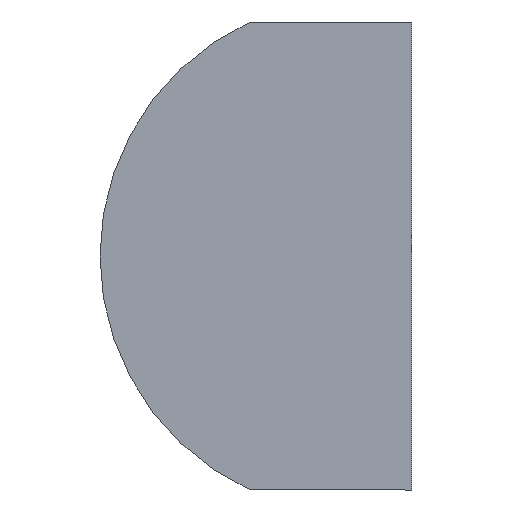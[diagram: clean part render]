
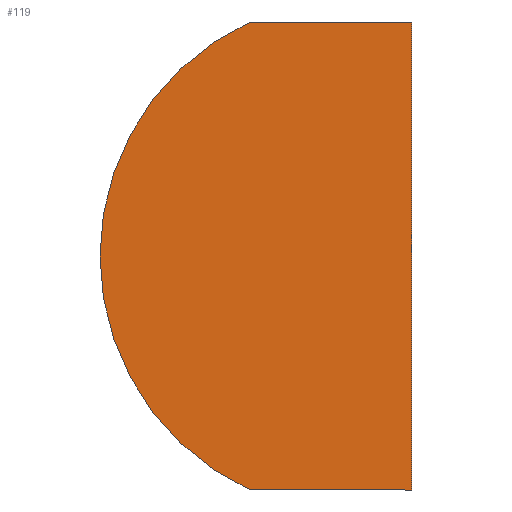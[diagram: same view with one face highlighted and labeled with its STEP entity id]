
A CAD part, front view. The second image highlights one B-rep face of the part: STEP entity #119.
In plain terms, the highlighted planar face has unit normal (0, -1, 0).
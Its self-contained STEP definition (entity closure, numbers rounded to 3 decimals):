
#6 = CARTESIAN_POINT ( 'NONE',  ( 2.98, 0., -3. ) ) ;
#7 = LINE ( 'NONE', #6, #152 ) ;
#10 = VERTEX_POINT ( 'NONE', #16 ) ;
#15 = CARTESIAN_POINT ( 'NONE',  ( 2.98, 0., 3. ) ) ;
#16 = CARTESIAN_POINT ( 'NONE',  ( 5.055, 0., -3. ) ) ;
#18 = LINE ( 'NONE', #134, #34 ) ;
#20 = DIRECTION ( 'NONE',  ( -1., 0., 0. ) ) ;
#30 = EDGE_CURVE ( 'NONE', #157, #84, #89, .T. ) ;
#34 = VECTOR ( 'NONE', #187, 1000. ) ;
#43 = LINE ( 'NONE', #153, #135 ) ;
#49 = FACE_OUTER_BOUND ( 'NONE', #116, .T. ) ;
#54 = DIRECTION ( 'NONE',  ( 0., 1., 0. ) ) ;
#59 = ORIENTED_EDGE ( 'NONE', *, *, #156, .F. ) ;
#70 = CARTESIAN_POINT ( 'NONE',  ( 2.98, 0., -3. ) ) ;
#82 = DIRECTION ( 'NONE',  ( 0., 0., 1. ) ) ;
#84 = VERTEX_POINT ( 'NONE', #15 ) ;
#89 = CIRCLE ( 'NONE', #159, 3.3 ) ;
#91 = EDGE_CURVE ( 'NONE', #84, #142, #18, .T. ) ;
#97 = ORIENTED_EDGE ( 'NONE', *, *, #91, .F. ) ;
#102 = CARTESIAN_POINT ( 'NONE',  ( 4.355, 0., 0. ) ) ;
#109 = DIRECTION ( 'NONE',  ( 0., 0., -1. ) ) ;
#116 = EDGE_LOOP ( 'NONE', ( #171, #195, #59, #97 ) ) ;
#119 = ADVANCED_FACE ( 'NONE', ( #49 ), #201, .F. ) ;
#134 = CARTESIAN_POINT ( 'NONE',  ( 2.98, 0., 3. ) ) ;
#135 = VECTOR ( 'NONE', #109, 1000. ) ;
#138 = CARTESIAN_POINT ( 'NONE',  ( 5.055, 0., 3. ) ) ;
#142 = VERTEX_POINT ( 'NONE', #138 ) ;
#151 = DIRECTION ( 'NONE',  ( 0., 0., 1. ) ) ;
#152 = VECTOR ( 'NONE', #20, 1000. ) ;
#153 = CARTESIAN_POINT ( 'NONE',  ( 5.055, 0., -3. ) ) ;
#156 = EDGE_CURVE ( 'NONE', #142, #10, #43, .T. ) ;
#157 = VERTEX_POINT ( 'NONE', #70 ) ;
#159 = AXIS2_PLACEMENT_3D ( 'NONE', #167, #54, #151 ) ;
#167 = CARTESIAN_POINT ( 'NONE',  ( 4.355, 0., 0. ) ) ;
#171 = ORIENTED_EDGE ( 'NONE', *, *, #30, .F. ) ;
#176 = DIRECTION ( 'NONE',  ( 0., 1., 0. ) ) ;
#187 = DIRECTION ( 'NONE',  ( 1., 0., 0. ) ) ;
#189 = EDGE_CURVE ( 'NONE', #10, #157, #7, .T. ) ;
#195 = ORIENTED_EDGE ( 'NONE', *, *, #189, .F. ) ;
#200 = AXIS2_PLACEMENT_3D ( 'NONE', #102, #176, #82 ) ;
#201 = PLANE ( 'NONE',  #200 ) ;
